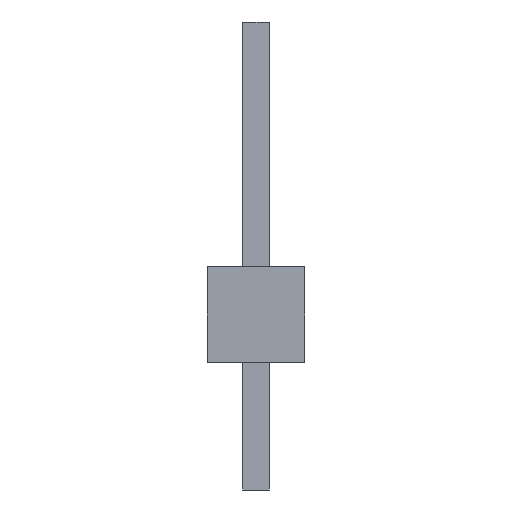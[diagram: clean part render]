
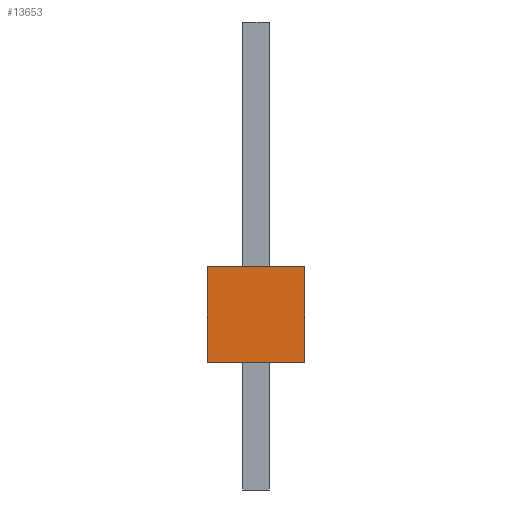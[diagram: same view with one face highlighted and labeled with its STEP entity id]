
A CAD part, left-side view. The second image highlights one B-rep face of the part: STEP entity #13653.
In plain terms, the highlighted planar face has unit normal (-1, 0, 0).
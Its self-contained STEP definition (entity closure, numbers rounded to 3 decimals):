
#158=DIRECTION('',(0.,0.,-1.));
#159=VECTOR('',#158,2.286);
#160=CARTESIAN_POINT('',(-50.597,1.168,0.));
#161=LINE('',#160,#159);
#1418=DIRECTION('',(0.,-1.,0.));
#1419=VECTOR('',#1418,2.337);
#1420=CARTESIAN_POINT('',(-50.597,1.168,-2.286));
#1421=LINE('',#1420,#1419);
#2362=DIRECTION('',(0.,-1.,0.));
#2363=VECTOR('',#2362,2.337);
#2364=CARTESIAN_POINT('',(-50.597,1.168,0.));
#2365=LINE('',#2364,#2363);
#3650=DIRECTION('',(0.,0.,-1.));
#3651=VECTOR('',#3650,2.286);
#3652=CARTESIAN_POINT('',(-50.597,-1.168,0.));
#3653=LINE('',#3652,#3651);
#8750=CARTESIAN_POINT('',(-50.597,1.168,0.));
#8751=CARTESIAN_POINT('',(-50.597,1.168,-2.286));
#8752=VERTEX_POINT('',#8750);
#8753=VERTEX_POINT('',#8751);
#8758=CARTESIAN_POINT('',(-50.597,-1.168,0.));
#8759=CARTESIAN_POINT('',(-50.597,-1.168,-2.286));
#8760=VERTEX_POINT('',#8758);
#8761=VERTEX_POINT('',#8759);
#13640=CARTESIAN_POINT('',(-50.597,1.168,0.));
#13641=DIRECTION('',(-1.,0.,0.));
#13642=DIRECTION('',(0.,0.,-1.));
#13643=AXIS2_PLACEMENT_3D('',#13640,#13641,#13642);
#13644=PLANE('',#13643);
#13645=ORIENTED_EDGE('',*,*,#11639,.F.);
#13647=ORIENTED_EDGE('',*,*,#13646,.T.);
#13649=ORIENTED_EDGE('',*,*,#13648,.T.);
#13650=ORIENTED_EDGE('',*,*,#12604,.F.);
#13651=EDGE_LOOP('',(#13645,#13647,#13649,#13650));
#13652=FACE_OUTER_BOUND('',#13651,.F.);
#11639=EDGE_CURVE('',#8752,#8753,#161,.T.);
#12604=EDGE_CURVE('',#8753,#8761,#1421,.T.);
#13646=EDGE_CURVE('',#8752,#8760,#2365,.T.);
#13648=EDGE_CURVE('',#8760,#8761,#3653,.T.);
#13653=ADVANCED_FACE('',(#13652),#13644,.T.);
